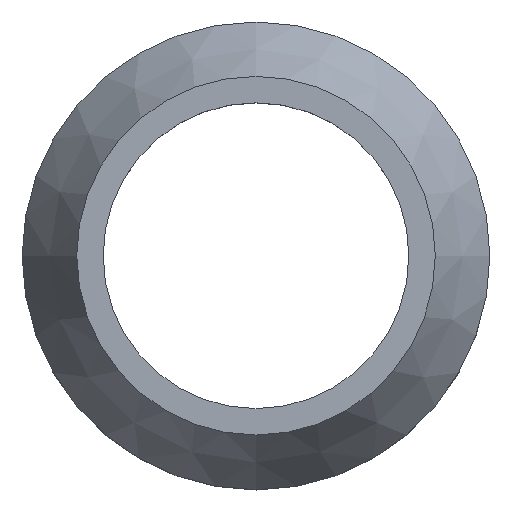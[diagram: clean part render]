
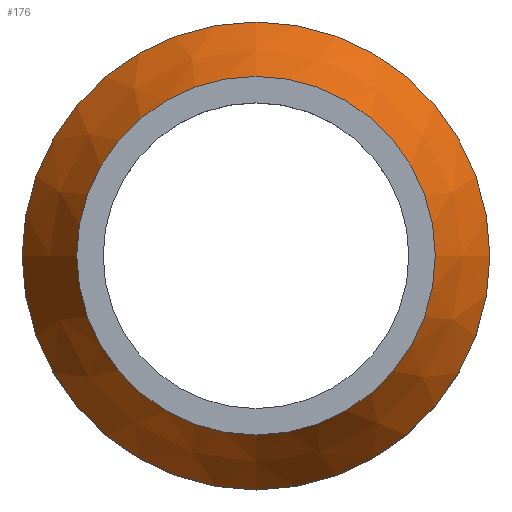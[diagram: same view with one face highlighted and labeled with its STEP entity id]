
A CAD part, top view. The second image highlights one B-rep face of the part: STEP entity #176.
In plain terms, the highlighted conical face has half-angle 30 degrees and reference radius 11.5 mm.
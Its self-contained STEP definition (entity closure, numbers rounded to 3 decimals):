
#24=CONICAL_SURFACE('',#192,11.5,0.524);
#27=ORIENTED_EDGE('',*,*,#45,.F.);
#28=ORIENTED_EDGE('',*,*,#44,.T.);
#44=EDGE_CURVE('',#53,#53,#62,.T.);
#45=EDGE_CURVE('',#54,#54,#63,.T.);
#53=VERTEX_POINT('',#250);
#54=VERTEX_POINT('',#253);
#62=CIRCLE('',#191,11.5);
#63=CIRCLE('',#193,15.);
#72=EDGE_LOOP('',(#27));
#73=EDGE_LOOP('',(#28));
#90=FACE_BOUND('',#72,.T.);
#91=FACE_BOUND('',#73,.T.);
#176=ADVANCED_FACE('',(#90,#91),#24,.T.);
#191=AXIS2_PLACEMENT_3D('',#249,#213,#214);
#192=AXIS2_PLACEMENT_3D('',#251,#215,#216);
#193=AXIS2_PLACEMENT_3D('',#252,#217,#218);
#213=DIRECTION('',(0.,0.,-1.));
#214=DIRECTION('',(-1.,0.,0.));
#215=DIRECTION('',(0.,0.,-1.));
#216=DIRECTION('',(-1.,0.,0.));
#217=DIRECTION('',(0.,0.,-1.));
#218=DIRECTION('',(-1.,0.,0.));
#249=CARTESIAN_POINT('',(0.,0.,19.5));
#250=CARTESIAN_POINT('',(-11.5,0.,19.5));
#251=CARTESIAN_POINT('',(0.,0.,19.5));
#252=CARTESIAN_POINT('',(0.,0.,13.438));
#253=CARTESIAN_POINT('',(-15.,0.,13.438));
